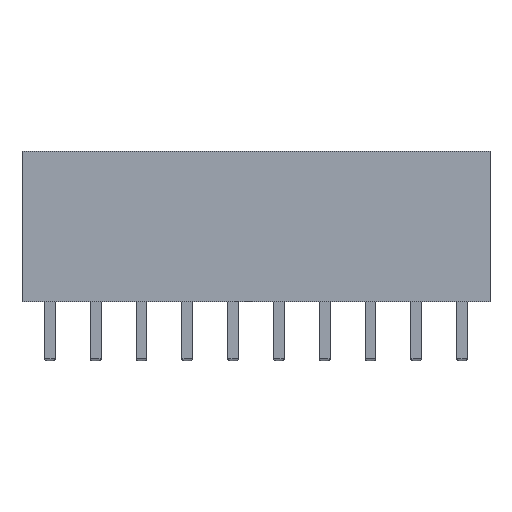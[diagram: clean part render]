
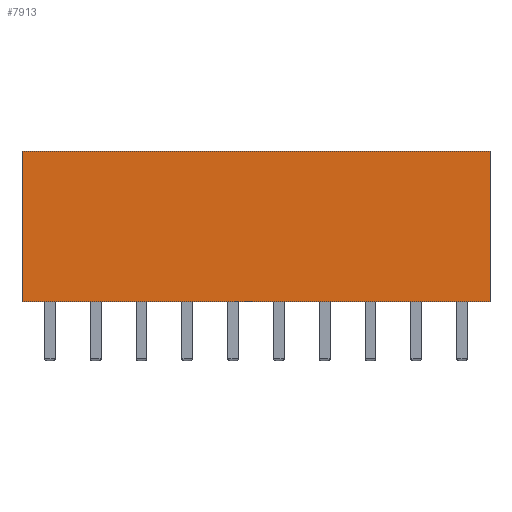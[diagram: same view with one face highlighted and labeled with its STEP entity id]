
A CAD part, front view. The second image highlights one B-rep face of the part: STEP entity #7913.
In plain terms, the highlighted planar face has unit normal (0, -1, 0).
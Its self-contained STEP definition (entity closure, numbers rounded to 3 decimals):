
#404 = EDGE_CURVE ( 'NONE', #1410, #1409, #14118, .T. ) ;
#410 = EDGE_CURVE ( 'NONE', #1409, #7704, #14147, .T. ) ;
#424 = EDGE_CURVE ( 'NONE', #1410, #7645, #14189, .T. ) ;
#498 = EDGE_CURVE ( 'NONE', #7645, #7704, #14680, .T. ) ;
#1409 = VERTEX_POINT ( 'NONE', #15735 ) ;
#1410 = VERTEX_POINT ( 'NONE', #15736 ) ;
#1899 = ORIENTED_EDGE ( 'NONE', *, *, #424, .T. ) ;
#1900 = ORIENTED_EDGE ( 'NONE', *, *, #404, .F. ) ;
#1901 = ORIENTED_EDGE ( 'NONE', *, *, #410, .F. ) ;
#1902 = ORIENTED_EDGE ( 'NONE', *, *, #498, .T. ) ;
#3495 = VECTOR ( 'NONE', #14132, 1000. ) ;
#3502 = VECTOR ( 'NONE', #14149, 1000. ) ;
#3516 = VECTOR ( 'NONE', #14192, 1000. ) ;
#3590 = VECTOR ( 'NONE', #14685, 1000. ) ;
#3966 = AXIS2_PLACEMENT_3D ( 'NONE', #16631, #16637, #16638 ) ;
#7015 = EDGE_LOOP ( 'NONE', ( #1902, #1901, #1900, #1899 ) ) ;
#7645 = VERTEX_POINT ( 'NONE', #16067 ) ;
#7704 = VERTEX_POINT ( 'NONE', #16074 ) ;
#7913 = ADVANCED_FACE ( 'NONE', ( #16635 ), #16629, .F. ) ;
#14118 = LINE ( 'NONE', #14130, #3495 ) ;
#14130 = CARTESIAN_POINT ( 'NONE',  ( 12.98, -2.5, 8.35 ) ) ;
#14132 = DIRECTION ( 'NONE',  ( 1., 0., 0. ) ) ;
#14147 = LINE ( 'NONE', #14148, #3502 ) ;
#14148 = CARTESIAN_POINT ( 'NONE',  ( 12.98, -2.5, 8.35 ) ) ;
#14149 = DIRECTION ( 'NONE',  ( 0., 0., -1. ) ) ;
#14189 = LINE ( 'NONE', #14191, #3516 ) ;
#14191 = CARTESIAN_POINT ( 'NONE',  ( -12.98, -2.5, 8.35 ) ) ;
#14192 = DIRECTION ( 'NONE',  ( 0., 0., -1. ) ) ;
#14680 = LINE ( 'NONE', #14683, #3590 ) ;
#14683 = CARTESIAN_POINT ( 'NONE',  ( 12.98, -2.5, 0. ) ) ;
#14685 = DIRECTION ( 'NONE',  ( 1., 0., 0. ) ) ;
#15735 = CARTESIAN_POINT ( 'NONE',  ( 12.98, -2.5, 8.35 ) ) ;
#15736 = CARTESIAN_POINT ( 'NONE',  ( -12.98, -2.5, 8.35 ) ) ;
#16067 = CARTESIAN_POINT ( 'NONE',  ( -12.98, -2.5, 0. ) ) ;
#16074 = CARTESIAN_POINT ( 'NONE',  ( 12.98, -2.5, 0. ) ) ;
#16629 = PLANE ( 'NONE',  #3966 ) ;
#16631 = CARTESIAN_POINT ( 'NONE',  ( 12.98, -2.5, 8.35 ) ) ;
#16635 = FACE_OUTER_BOUND ( 'NONE', #7015, .T. ) ;
#16637 = DIRECTION ( 'NONE',  ( 0., 1., 0. ) ) ;
#16638 = DIRECTION ( 'NONE',  ( -1., 0., 0. ) ) ;
